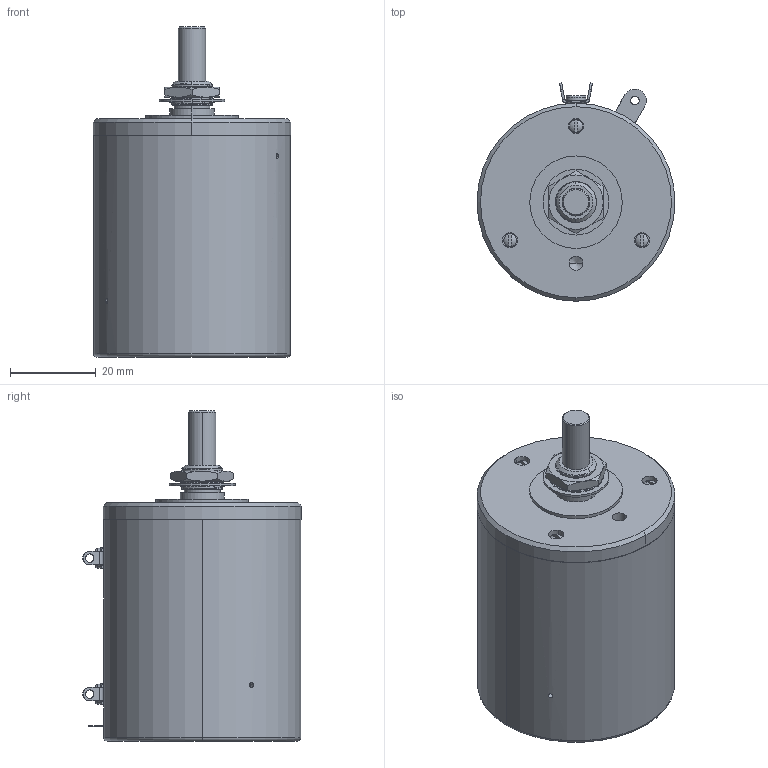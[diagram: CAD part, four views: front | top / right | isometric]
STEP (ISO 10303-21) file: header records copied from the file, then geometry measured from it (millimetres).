
FILE_DESCRIPTION((''),'2;1');
FILE_NAME('7601-1G_SW0001','2015-06-26T',('bmozley'),(''),'CREO PARAMETRIC BY PTC INC, 2015080','CREO PARAMETRIC BY PTC INC, 2015080','');
FILE_SCHEMA(('CONFIG_CONTROL_DESIGN'));
Length unit declared in the file: inch
Products named in the file (1): 7601-1G_SW0001
Bounding box: 46.23 x 51 x 77.06 mm (x, y, z)
Volume: 93412.1 mm3; surface area: 13795.9 mm2
Topology: 3 solids, 4 shells, 478 faces, 1281 edges, 801 vertices
Faces by surface type: bspline 176, cylinder 159, plane 107, cone 20, torus 10, sphere 6
Entity records: 22499 total; most frequent: CARTESIAN_POINT 11838, ORIENTED_EDGE 2558, DIRECTION 1642, EDGE_CURVE 1279, VERTEX_POINT 801, AXIS2_PLACEMENT_3D 586, B_SPLINE_CURVE_WITH_KNOTS 525, EDGE_LOOP 518
